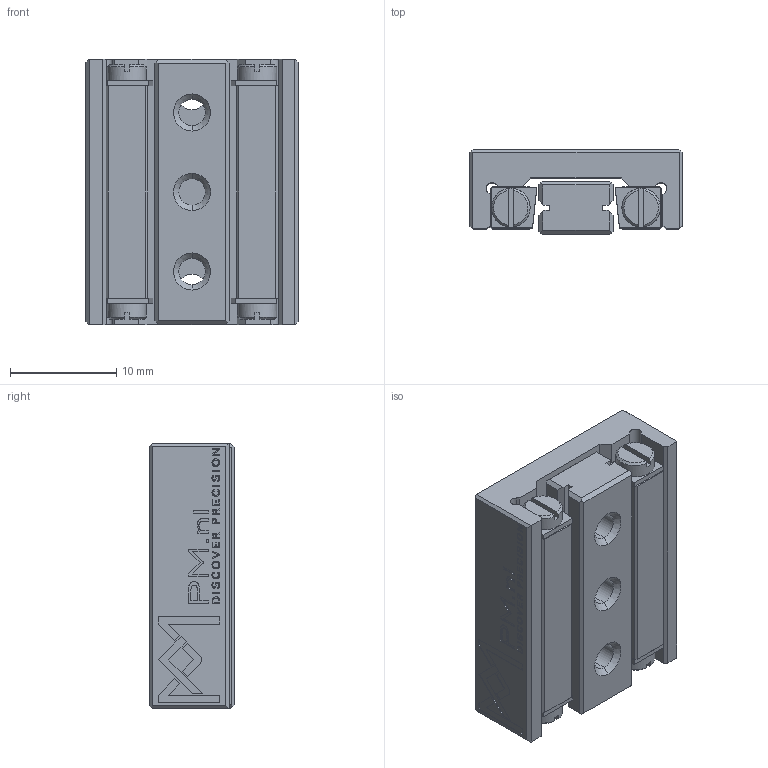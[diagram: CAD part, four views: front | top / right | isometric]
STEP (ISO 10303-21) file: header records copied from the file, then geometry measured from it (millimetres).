
FILE_DESCRIPTION(/* description */ (''),/* implementation_level */ '2;1');
FILE_NAME(/* name */ 'RTS-1525.stp',/* time_stamp */ '2024-10-04T07:58:44+02:00',/* author */ (''),/* organization */ (''),/* preprocessor_version */ 'ST-DEVELOPER v16.7',/* originating_system */ 'SIEMENS PLM Software NX 12.0',/* authorisation */ '');
FILE_SCHEMA (('AUTOMOTIVE_DESIGN { 1 0 10303 214 3 1 1 1 }'));
Length unit declared in the file: millimetre
Products named in the file (1): RTS-1525_stp
Bounding box: 20 x 8 x 25 mm (x, y, z)
Volume: 3192.7 mm3; surface area: 3363.4 mm2
Topology: 2 solids, 2 shells, 861 faces, 2279 edges, 1494 vertices
Faces by surface type: plane 580, bspline 180, cylinder 45, cone 44, torus 12
Entity records: 33145 total; most frequent: CARTESIAN_POINT 7527, ORIENTED_EDGE 4558, DIRECTION 3429, EDGE_CURVE 2279, LINE 1685, VECTOR 1685, VERTEX_POINT 1494, EDGE_LOOP 953
